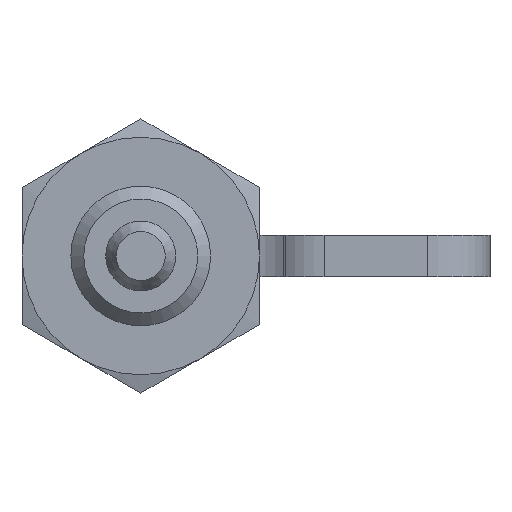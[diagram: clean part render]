
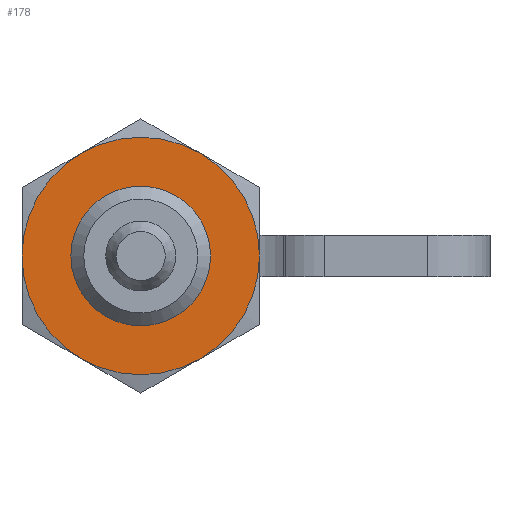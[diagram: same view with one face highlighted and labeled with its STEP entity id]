
A CAD part, front view. The second image highlights one B-rep face of the part: STEP entity #178.
In plain terms, the highlighted planar face has unit normal (0, -1, 0).
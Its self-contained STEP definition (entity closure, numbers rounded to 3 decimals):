
#178 = ADVANCED_FACE( '', ( #398, #399 ), #400, .T. );
#398 = FACE_OUTER_BOUND( '', #683, .T. );
#399 = FACE_BOUND( '', #684, .T. );
#400 = PLANE( '', #685 );
#683 = EDGE_LOOP( '', ( #1129, #1130, #1131, #1132, #1133, #1134 ) );
#684 = EDGE_LOOP( '', ( #1135 ) );
#685 = AXIS2_PLACEMENT_3D( '', #1136, #1137, #1138 );
#1129 = ORIENTED_EDGE( '', *, *, #1596, .T. );
#1130 = ORIENTED_EDGE( '', *, *, #1602, .T. );
#1131 = ORIENTED_EDGE( '', *, *, #1603, .T. );
#1132 = ORIENTED_EDGE( '', *, *, #1553, .T. );
#1133 = ORIENTED_EDGE( '', *, *, #1567, .T. );
#1134 = ORIENTED_EDGE( '', *, *, #1542, .T. );
#1135 = ORIENTED_EDGE( '', *, *, #1447, .T. );
#1136 = CARTESIAN_POINT( '', ( 2.5, 7.5, 0. ) );
#1137 = DIRECTION( '', ( 0., -1., 0. ) );
#1138 = DIRECTION( '', ( 0., 0., -1. ) );
#1447 = EDGE_CURVE( '', #1699, #1699, #1700, .F. );
#1542 = EDGE_CURVE( '', #1825, #1856, #1858, .T. );
#1553 = EDGE_CURVE( '', #1874, #1745, #1875, .T. );
#1567 = EDGE_CURVE( '', #1745, #1825, #1892, .T. );
#1596 = EDGE_CURVE( '', #1856, #1931, #1933, .T. );
#1602 = EDGE_CURVE( '', #1931, #1941, #1942, .T. );
#1603 = EDGE_CURVE( '', #1941, #1874, #1943, .T. );
#1699 = VERTEX_POINT( '', #2056 );
#1700 = CIRCLE( '', #2057, 5. );
#1745 = VERTEX_POINT( '', #2130 );
#1825 = VERTEX_POINT( '', #2321 );
#1856 = VERTEX_POINT( '', #2378 );
#1858 = CIRCLE( '', #2383, 8.5 );
#1874 = VERTEX_POINT( '', #2413 );
#1875 = CIRCLE( '', #2414, 8.5 );
#1892 = CIRCLE( '', #2487, 8.5 );
#1931 = VERTEX_POINT( '', #2548 );
#1933 = CIRCLE( '', #2555, 8.5 );
#1941 = VERTEX_POINT( '', #2565 );
#1942 = CIRCLE( '', #2566, 8.5 );
#1943 = CIRCLE( '', #2567, 8.5 );
#2056 = CARTESIAN_POINT( '', ( 0., 7.5, -5. ) );
#2057 = AXIS2_PLACEMENT_3D( '', #2721, #2722, #2723 );
#2130 = CARTESIAN_POINT( '', ( -8.5, 7.5, 0. ) );
#2321 = CARTESIAN_POINT( '', ( -4.25, 7.5, -7.361 ) );
#2378 = CARTESIAN_POINT( '', ( 4.25, 7.5, -7.361 ) );
#2383 = AXIS2_PLACEMENT_3D( '', #2828, #2829, #2830 );
#2413 = CARTESIAN_POINT( '', ( -4.25, 7.5, 7.361 ) );
#2414 = AXIS2_PLACEMENT_3D( '', #2836, #2837, #2838 );
#2487 = AXIS2_PLACEMENT_3D( '', #2843, #2844, #2845 );
#2548 = CARTESIAN_POINT( '', ( 8.5, 7.5, 0. ) );
#2555 = AXIS2_PLACEMENT_3D( '', #2875, #2876, #2877 );
#2565 = CARTESIAN_POINT( '', ( 4.25, 7.5, 7.361 ) );
#2566 = AXIS2_PLACEMENT_3D( '', #2883, #2884, #2885 );
#2567 = AXIS2_PLACEMENT_3D( '', #2886, #2887, #2888 );
#2721 = CARTESIAN_POINT( '', ( 0., 7.5, 0. ) );
#2722 = DIRECTION( '', ( 0., -1., 0. ) );
#2723 = DIRECTION( '', ( 0., 0., -1. ) );
#2828 = CARTESIAN_POINT( '', ( 0., 7.5, 0. ) );
#2829 = DIRECTION( '', ( 0., -1., 0. ) );
#2830 = DIRECTION( '', ( 0., 0., -1. ) );
#2836 = CARTESIAN_POINT( '', ( 0., 7.5, 0. ) );
#2837 = DIRECTION( '', ( 0., -1., 0. ) );
#2838 = DIRECTION( '', ( 0., 0., -1. ) );
#2843 = CARTESIAN_POINT( '', ( 0., 7.5, 0. ) );
#2844 = DIRECTION( '', ( 0., -1., 0. ) );
#2845 = DIRECTION( '', ( 0., 0., -1. ) );
#2875 = CARTESIAN_POINT( '', ( 0., 7.5, 0. ) );
#2876 = DIRECTION( '', ( 0., -1., 0. ) );
#2877 = DIRECTION( '', ( 0., 0., -1. ) );
#2883 = CARTESIAN_POINT( '', ( 0., 7.5, 0. ) );
#2884 = DIRECTION( '', ( 0., -1., 0. ) );
#2885 = DIRECTION( '', ( 0., 0., -1. ) );
#2886 = CARTESIAN_POINT( '', ( 0., 7.5, 0. ) );
#2887 = DIRECTION( '', ( 0., -1., 0. ) );
#2888 = DIRECTION( '', ( 0., 0., -1. ) );
